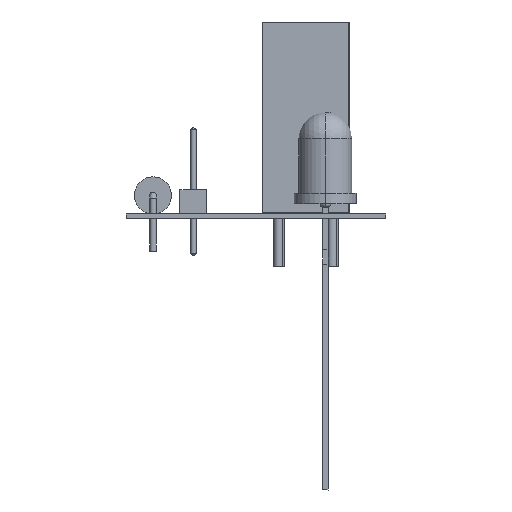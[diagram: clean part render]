
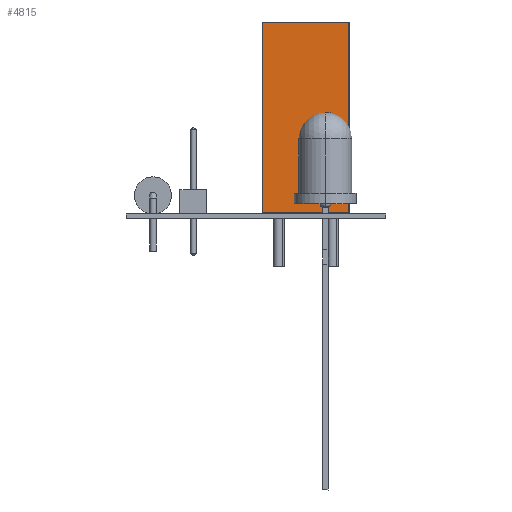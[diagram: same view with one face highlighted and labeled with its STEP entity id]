
A CAD part, left-side view. The second image highlights one B-rep face of the part: STEP entity #4815.
In plain terms, the highlighted planar face has unit normal (-1, 0, 0).
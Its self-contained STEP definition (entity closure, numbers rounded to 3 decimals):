
#4717 = EDGE_CURVE('',#4718,#4720,#4722,.T.);
#4718 = VERTEX_POINT('',#4719);
#4719 = CARTESIAN_POINT('',(-2.54,4.065,0.));
#4720 = VERTEX_POINT('',#4721);
#4721 = CARTESIAN_POINT('',(-2.54,4.065,18.));
#4722 = LINE('',#4723,#4724);
#4723 = CARTESIAN_POINT('',(-2.54,4.065,0.));
#4724 = VECTOR('',#4725,1.);
#4725 = DIRECTION('',(0.,0.,1.));
#4790 = VERTEX_POINT('',#4791);
#4791 = CARTESIAN_POINT('',(-2.54,-4.065,18.));
#4797 = EDGE_CURVE('',#4798,#4790,#4800,.T.);
#4798 = VERTEX_POINT('',#4799);
#4799 = CARTESIAN_POINT('',(-2.54,-4.065,0.));
#4800 = LINE('',#4801,#4802);
#4801 = CARTESIAN_POINT('',(-2.54,-4.065,0.));
#4802 = VECTOR('',#4803,1.);
#4803 = DIRECTION('',(0.,0.,1.));
#4815 = ADVANCED_FACE('',(#4816),#4832,.T.);
#4816 = FACE_BOUND('',#4817,.T.);
#4817 = EDGE_LOOP('',(#4818,#4819,#4825,#4826));
#4818 = ORIENTED_EDGE('',*,*,#4797,.T.);
#4819 = ORIENTED_EDGE('',*,*,#4820,.T.);
#4820 = EDGE_CURVE('',#4790,#4720,#4821,.T.);
#4821 = LINE('',#4822,#4823);
#4822 = CARTESIAN_POINT('',(-2.54,-4.065,18.));
#4823 = VECTOR('',#4824,1.);
#4824 = DIRECTION('',(0.,1.,0.));
#4825 = ORIENTED_EDGE('',*,*,#4717,.F.);
#4826 = ORIENTED_EDGE('',*,*,#4827,.F.);
#4827 = EDGE_CURVE('',#4798,#4718,#4828,.T.);
#4828 = LINE('',#4829,#4830);
#4829 = CARTESIAN_POINT('',(-2.54,-4.065,0.));
#4830 = VECTOR('',#4831,1.);
#4831 = DIRECTION('',(0.,1.,0.));
#4832 = PLANE('',#4833);
#4833 = AXIS2_PLACEMENT_3D('',#4834,#4835,#4836);
#4834 = CARTESIAN_POINT('',(-2.54,-4.065,0.));
#4835 = DIRECTION('',(-1.,0.,0.));
#4836 = DIRECTION('',(0.,1.,0.));
